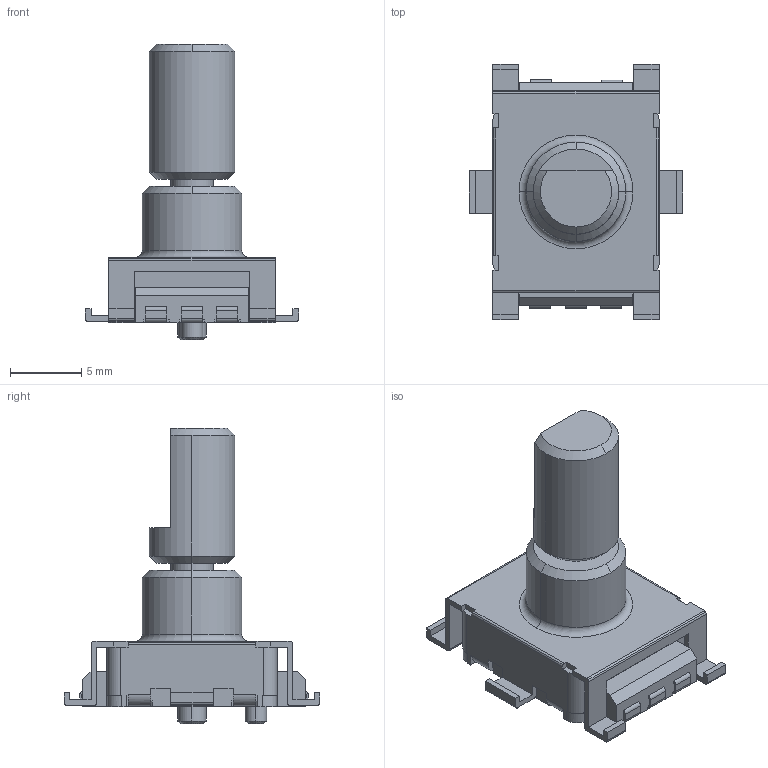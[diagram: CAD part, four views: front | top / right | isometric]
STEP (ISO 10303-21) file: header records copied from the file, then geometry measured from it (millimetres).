
FILE_DESCRIPTION(('STEP AP214'),'1');
FILE_NAME('pec11s-9213k-s0015.stp','2025-02-04T10:43:31',('TraceParts'),('TraceParts S.A.'),'Spatial InterOp 3D',' ',' ');
FILE_SCHEMA(('AUTOMOTIVE_DESIGN { 1 0 10303 214 1 1 1 1 }'));
Length unit declared in the file: millimetre
Products named in the file (1): pec11s-9213k-s0015_1
Bounding box: 15 x 18 x 20.8 mm (x, y, z)
Volume: 897.4 mm3; surface area: 1855.6 mm2
Topology: 2 solids, 2 shells, 690 faces, 1915 edges, 1241 vertices
Faces by surface type: plane 419, cylinder 223, bspline 22, cone 20, torus 6
Entity records: 23686 total; most frequent: CARTESIAN_POINT 5797, ORIENTED_EDGE 3830, DIRECTION 3646, EDGE_CURVE 1915, LINE 1328, VECTOR 1328, VERTEX_POINT 1241, AXIS2_PLACEMENT_3D 1159
